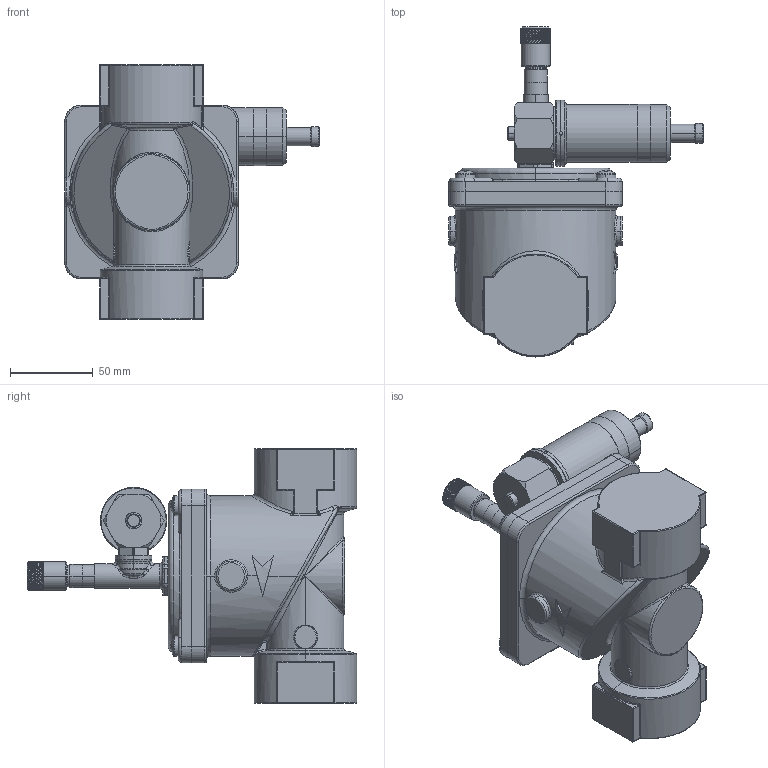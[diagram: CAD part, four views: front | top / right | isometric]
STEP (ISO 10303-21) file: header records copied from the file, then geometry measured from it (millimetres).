
FILE_DESCRIPTION (( 'STEP AP203' ), '1' );
FILE_NAME ('VIC-A-DN40.STEP', '2023-03-16T11:00:52', ( '' ), ( '' ), 'SwSTEP 2.0', 'SolidWorks 2021', '' );
FILE_SCHEMA (( 'CONFIG_CONTROL_DESIGN' ));
Products named in the file (1): VIC-A-DN40
Bounding box: 153.8 x 199.4 x 154 mm (x, y, z)
Volume: 1045878.3 mm3; surface area: 91211.6 mm2
Topology: 1 solids, 1 shells, 2886 faces, 8265 edges, 5331 vertices
Faces by surface type: plane 1784, cylinder 731, bspline 158, torus 96, cone 81, sphere 36
Entity records: 99949 total; most frequent: CARTESIAN_POINT 32877, ORIENTED_EDGE 16390, DIRECTION 11589, EDGE_CURVE 8195, VERTEX_POINT 5331, LINE 4065, VECTOR 4065, AXIS2_PLACEMENT_3D 3762
